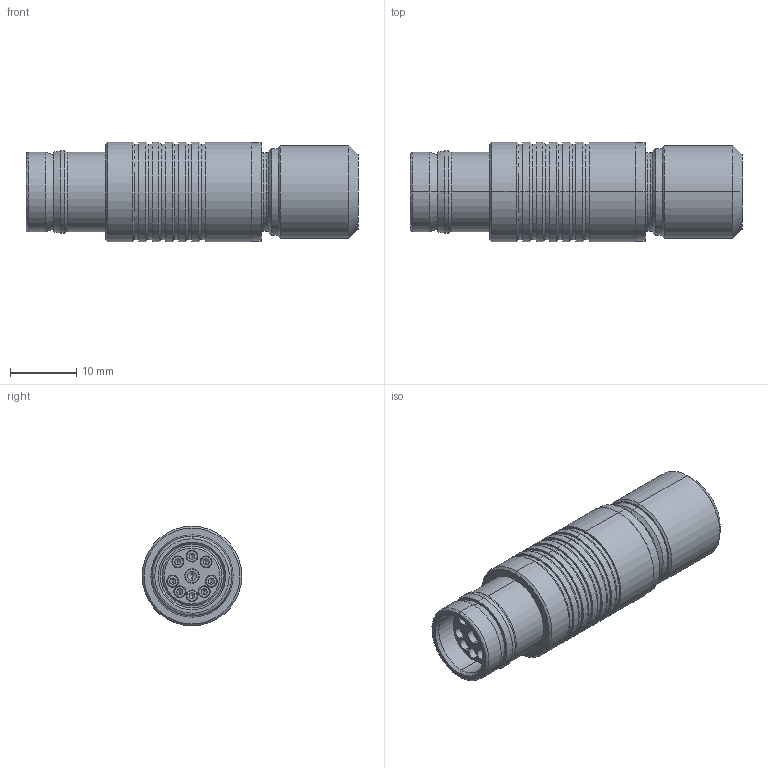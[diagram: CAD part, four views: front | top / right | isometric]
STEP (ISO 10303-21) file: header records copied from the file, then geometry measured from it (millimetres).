
FILE_DESCRIPTION (( 'STEP AP214' ), '1' );
FILE_NAME ('PF297013-T.step', '2017-07-10T09:01:15', ( 'install' ), ( '' ), 'SwSTEP 2.0', 'SolidWorks 2015', '' );
FILE_SCHEMA (( 'AUTOMOTIVE_DESIGN' ));
Length unit declared in the file: millimetre
Products named in the file (1): PF297013-T
Bounding box: 50 x 15 x 15 mm (x, y, z)
Volume: 5415.1 mm3; surface area: 5886.5 mm2
Topology: 1 solids, 1 shells, 342 faces, 760 edges, 446 vertices
Faces by surface type: cylinder 178, cone 86, plane 64, bspline 10, torus 4
Entity records: 9604 total; most frequent: CARTESIAN_POINT 2035, DIRECTION 1738, ORIENTED_EDGE 1448, AXIS2_PLACEMENT_3D 728, EDGE_CURVE 724, VERTEX_POINT 446, EDGE_LOOP 404, CIRCLE 395
